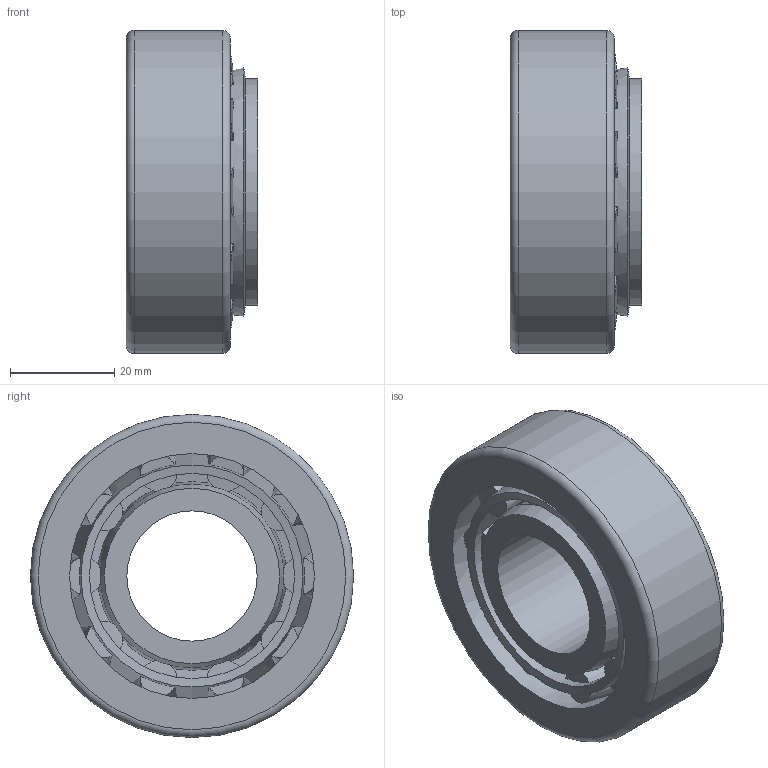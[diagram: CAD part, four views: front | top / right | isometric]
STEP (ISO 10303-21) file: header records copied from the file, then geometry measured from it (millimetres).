
FILE_DESCRIPTION(/* description */ ('STEP AP214'),/* implementation_level */ '2;1');
FILE_NAME(/* name */ '4T-32305',/* time_stamp */ '2024-09-10T15:25:23+02:00',/* author */ ('License CC BY-ND 4.0'),/* organization */ ('CADENAS'),/* preprocessor_version */ 'ST-DEVELOPER v19.3',/* originating_system */ 'PARTsolutions',/* authorisation */ ' ');
FILE_SCHEMA (('AUTOMOTIVE_DESIGN {1 0 10303 214 3 1 1}'));
Length unit declared in the file: millimetre
Products named in the file (4): 4T-32305; 4T-32305Inner  ring; 4T-32305 Outer ring; 4T-32305 Ball Cage
Assembly tree (3 placements, depth 2):
  4T-32305
    4T-32305Inner  ring
    4T-32305 Outer ring
    4T-32305 Ball Cage
Bounding box: 25.25 x 62 x 62 mm (x, y, z)
Volume: 44225 mm3; surface area: 23387.3 mm2
Topology: 3 solids, 3 shells, 80 faces, 156 edges, 100 vertices
Faces by surface type: plane 44, cone 30, cylinder 3, torus 3
Full cylindrical faces by diameter (mm): 25 x1, 43.5 x1, 62 x1
Entity records: 2157 total; most frequent: CARTESIAN_POINT 444, DIRECTION 368, ORIENTED_EDGE 280, AXIS2_PLACEMENT_3D 184, EDGE_CURVE 140, EDGE_LOOP 120, FACE_BOUND 120, VERTEX_POINT 100
